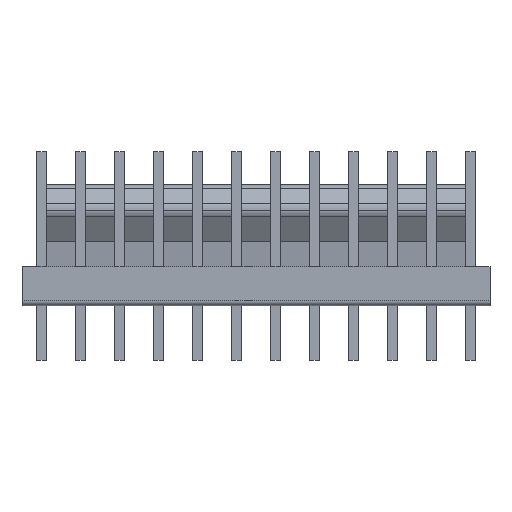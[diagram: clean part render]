
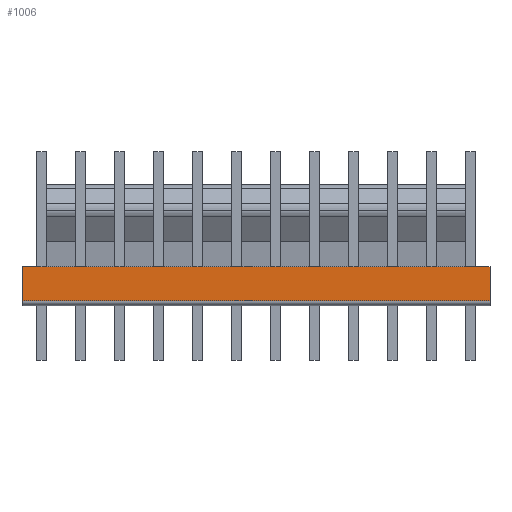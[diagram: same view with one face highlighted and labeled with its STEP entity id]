
A CAD part, front view. The second image highlights one B-rep face of the part: STEP entity #1006.
In plain terms, the highlighted planar face has unit normal (0, -1, 0).
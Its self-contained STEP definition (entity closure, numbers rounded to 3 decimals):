
#185=CARTESIAN_POINT('',(15.24,-3.112,-2.229));
#186=VERTEX_POINT('',#185);
#194=CARTESIAN_POINT('',(-15.24,-3.112,-2.229));
#195=VERTEX_POINT('',#194);
#196=CARTESIAN_POINT('',(-15.24,-3.112,-2.229));
#197=DIRECTION('',(1.0,0.0,0.0));
#198=VECTOR('',#197,30.48);
#199=LINE('',#196,#198);
#200=EDGE_CURVE('',#195,#186,#199,.T.);
#309=CARTESIAN_POINT('',(-15.24,-3.112,0.0));
#310=VERTEX_POINT('',#309);
#311=CARTESIAN_POINT('',(-15.24,-3.112,0.0));
#312=DIRECTION('',(0.0,0.0,-1.0));
#313=VECTOR('',#312,2.229);
#314=LINE('',#311,#313);
#315=EDGE_CURVE('',#310,#195,#314,.T.);
#983=CARTESIAN_POINT('',(-16.764,-3.112,0.111));
#984=DIRECTION('',(0.0,-1.0,0.0));
#985=DIRECTION('',(0.0,0.0,-1.0));
#986=AXIS2_PLACEMENT_3D('',#983,#984,#985);
#987=PLANE('',#986);
#988=ORIENTED_EDGE('',*,*,#200,.T.);
#989=CARTESIAN_POINT('',(15.24,-3.112,0.0));
#990=VERTEX_POINT('',#989);
#991=CARTESIAN_POINT('',(15.24,-3.112,0.0));
#992=DIRECTION('',(0.0,0.0,-1.0));
#993=VECTOR('',#992,2.229);
#994=LINE('',#991,#993);
#995=EDGE_CURVE('',#990,#186,#994,.T.);
#996=ORIENTED_EDGE('',*,*,#995,.F.);
#997=CARTESIAN_POINT('',(-15.24,-3.112,0.0));
#998=DIRECTION('',(1.0,0.0,0.0));
#999=VECTOR('',#998,30.48);
#1000=LINE('',#997,#999);
#1001=EDGE_CURVE('',#310,#990,#1000,.T.);
#1002=ORIENTED_EDGE('',*,*,#1001,.F.);
#1003=ORIENTED_EDGE('',*,*,#315,.T.);
#1004=EDGE_LOOP('',(#988,#996,#1002,#1003));
#1005=FACE_OUTER_BOUND('',#1004,.T.);
#1006=ADVANCED_FACE('',(#1005),#987,.T.);
